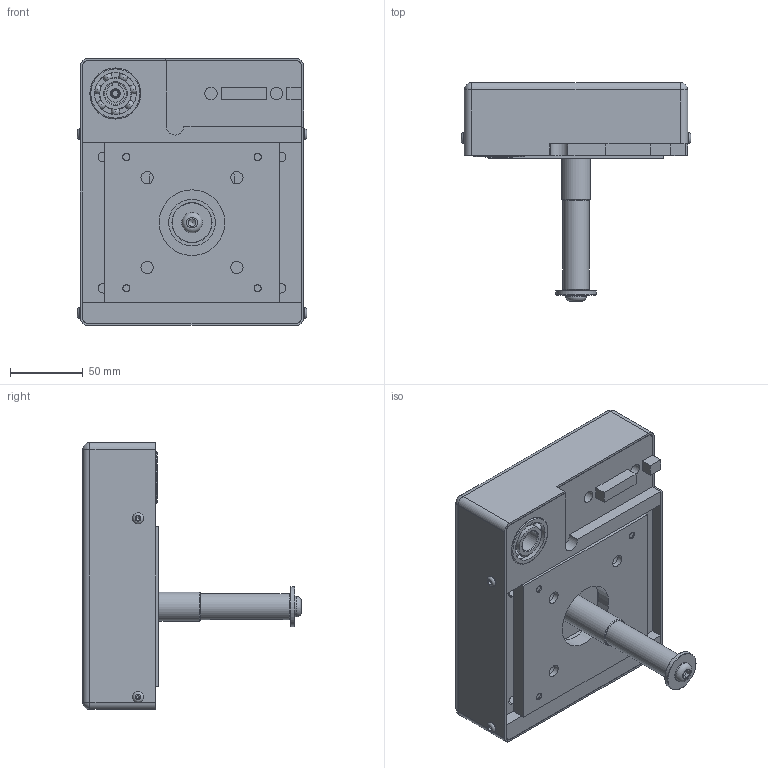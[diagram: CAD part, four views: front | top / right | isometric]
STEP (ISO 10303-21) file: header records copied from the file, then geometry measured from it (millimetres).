
FILE_DESCRIPTION((''),'2;1');
FILE_NAME('904503PS.iam.stp','2010-09-05T11:13:31',(''),(''),'Autodesk Inventor 2010','Autodesk Inventor 2010','');
FILE_SCHEMA(('AUTOMOTIVE_DESIGN { 1 0 10303 214 1 1 1 1 }'));
Length unit declared in the file: millimetre
Products named in the file (13): 904503PS; 904503P; 904514; 904553; 904505 904505; 904503P-K; ISO 7380 M4 x 10; Šroub s integrovanou podložkou M5 x 10; PODL6x18; PODL9x27; ISO 7380 M8 x 16; DIN 625 SKF– s oboustranným zakrytím SKF 6202-2Z; Šroub s integrovanou podložkou M6 x 16
Assembly tree (21 placements, depth 2):
  904503PS
    904503P
    904514
    904553
    904505 904505  x2
    904503P-K
    ISO 7380 M4 x 10  x4
    Šroub s integrovanou podložkou M5 x 10  x2
    PODL6x18  x2
    PODL9x27
    ISO 7380 M8 x 16
    DIN 625 SKF– s oboustranným zakrytím SKF 6202-2Z
    Šroub s integrovanou podložkou M6 x 16  x4
Bounding box: 157.4 x 149.9 x 183 mm (x, y, z)
Volume: 450648 mm3; surface area: 243825.2 mm2
Topology: 25 solids, 25 shells, 744 faces, 1972 edges, 1289 vertices
Faces by surface type: plane 329, cylinder 292, bspline 49, torus 33, cone 26, sphere 15
Full cylindrical faces by diameter (mm): 4 x4, 5 x2, 6 x4, 6.5 x2, 7.6 x4, 8 x1, 9 x1, 10.5 x4, 11.4 x2, 12 x1, 12.6 x4, 14 x1, 15 x1, 18 x3, 20 x9, 21.4 x2, 27.5 x1, 28.6 x2, 32 x4, 35 x1
Entity records: 15365 total; most frequent: CARTESIAN_POINT 3920, DIRECTION 2298, ORIENTED_EDGE 2142, EDGE_CURVE 1071, AXIS2_PLACEMENT_3D 873, VERTEX_POINT 751, EDGE_LOOP 624, VECTOR 552
